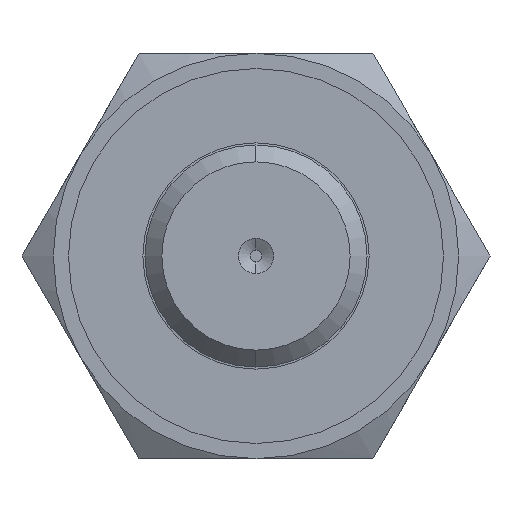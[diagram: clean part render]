
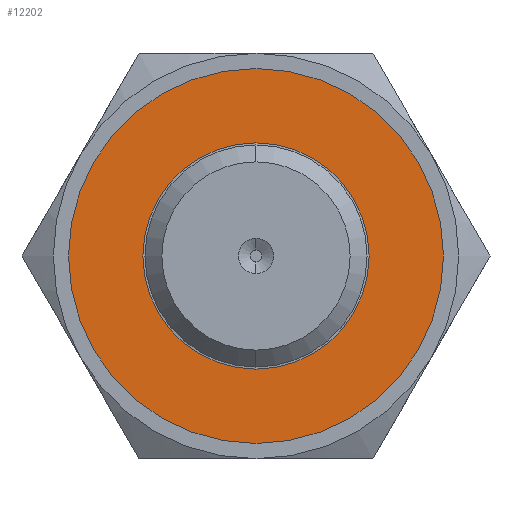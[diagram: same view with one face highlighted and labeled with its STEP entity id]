
A CAD part, front view. The second image highlights one B-rep face of the part: STEP entity #12202.
In plain terms, the highlighted planar face has unit normal (0, -1, 0).
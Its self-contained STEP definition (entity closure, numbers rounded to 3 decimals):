
#276 = CIRCLE ( 'NONE', #5050, 6.7 ) ;
#608 = EDGE_CURVE ( 'NONE', #4779, #3708, #12309, .T. ) ;
#1039 = CARTESIAN_POINT ( 'NONE',  ( 0., 0., -6.7 ) ) ;
#1417 = AXIS2_PLACEMENT_3D ( 'NONE', #19299, #2120, #9683 ) ;
#2120 = DIRECTION ( 'NONE',  ( 0., 1., 0. ) ) ;
#2656 = AXIS2_PLACEMENT_3D ( 'NONE', #6296, #21618, #14127 ) ;
#3367 = PLANE ( 'NONE',  #12130 ) ;
#3491 = DIRECTION ( 'NONE',  ( 0., 0., -1. ) ) ;
#3708 = VERTEX_POINT ( 'NONE', #1039 ) ;
#4125 = ORIENTED_EDGE ( 'NONE', *, *, #14421, .F. ) ;
#4654 = EDGE_CURVE ( 'NONE', #3708, #4779, #276, .T. ) ;
#4779 = VERTEX_POINT ( 'NONE', #22461 ) ;
#5050 = AXIS2_PLACEMENT_3D ( 'NONE', #12474, #10593, #8929 ) ;
#5435 = AXIS2_PLACEMENT_3D ( 'NONE', #12244, #14363, #6779 ) ;
#5698 = CARTESIAN_POINT ( 'NONE',  ( 0., 0., -11.1 ) ) ;
#6296 = CARTESIAN_POINT ( 'NONE',  ( 0., 0., 0. ) ) ;
#6779 = DIRECTION ( 'NONE',  ( 0., 0., -1. ) ) ;
#7188 = ORIENTED_EDGE ( 'NONE', *, *, #20382, .F. ) ;
#7461 = CIRCLE ( 'NONE', #5435, 11.1 ) ;
#7487 = VERTEX_POINT ( 'NONE', #14335 ) ;
#8929 = DIRECTION ( 'NONE',  ( 0., 0., 1. ) ) ;
#9683 = DIRECTION ( 'NONE',  ( 0., 0., -1. ) ) ;
#10593 = DIRECTION ( 'NONE',  ( 0., 1., 0. ) ) ;
#11056 = FACE_BOUND ( 'NONE', #12790, .T. ) ;
#12130 = AXIS2_PLACEMENT_3D ( 'NONE', #15048, #20521, #3491 ) ;
#12202 = ADVANCED_FACE ( 'NONE', ( #16409, #11056 ), #3367, .T. ) ;
#12244 = CARTESIAN_POINT ( 'NONE',  ( 0., 0., 0. ) ) ;
#12309 = CIRCLE ( 'NONE', #2656, 6.7 ) ;
#12474 = CARTESIAN_POINT ( 'NONE',  ( 0., 0., 0. ) ) ;
#12676 = CIRCLE ( 'NONE', #1417, 11.1 ) ;
#12790 = EDGE_LOOP ( 'NONE', ( #21093, #16168 ) ) ;
#14127 = DIRECTION ( 'NONE',  ( 0., 0., 1. ) ) ;
#14335 = CARTESIAN_POINT ( 'NONE',  ( 0., 0., 11.1 ) ) ;
#14363 = DIRECTION ( 'NONE',  ( 0., 1., 0. ) ) ;
#14421 = EDGE_CURVE ( 'NONE', #7487, #17829, #7461, .T. ) ;
#15048 = CARTESIAN_POINT ( 'NONE',  ( 20., 0., 0. ) ) ;
#16168 = ORIENTED_EDGE ( 'NONE', *, *, #4654, .T. ) ;
#16409 = FACE_OUTER_BOUND ( 'NONE', #24158, .T. ) ;
#17829 = VERTEX_POINT ( 'NONE', #5698 ) ;
#19299 = CARTESIAN_POINT ( 'NONE',  ( 0., 0., 0. ) ) ;
#20382 = EDGE_CURVE ( 'NONE', #17829, #7487, #12676, .T. ) ;
#20521 = DIRECTION ( 'NONE',  ( 0., -1., 0. ) ) ;
#21093 = ORIENTED_EDGE ( 'NONE', *, *, #608, .T. ) ;
#21618 = DIRECTION ( 'NONE',  ( 0., 1., 0. ) ) ;
#22461 = CARTESIAN_POINT ( 'NONE',  ( 0., 0., 6.7 ) ) ;
#24158 = EDGE_LOOP ( 'NONE', ( #4125, #7188 ) ) ;
